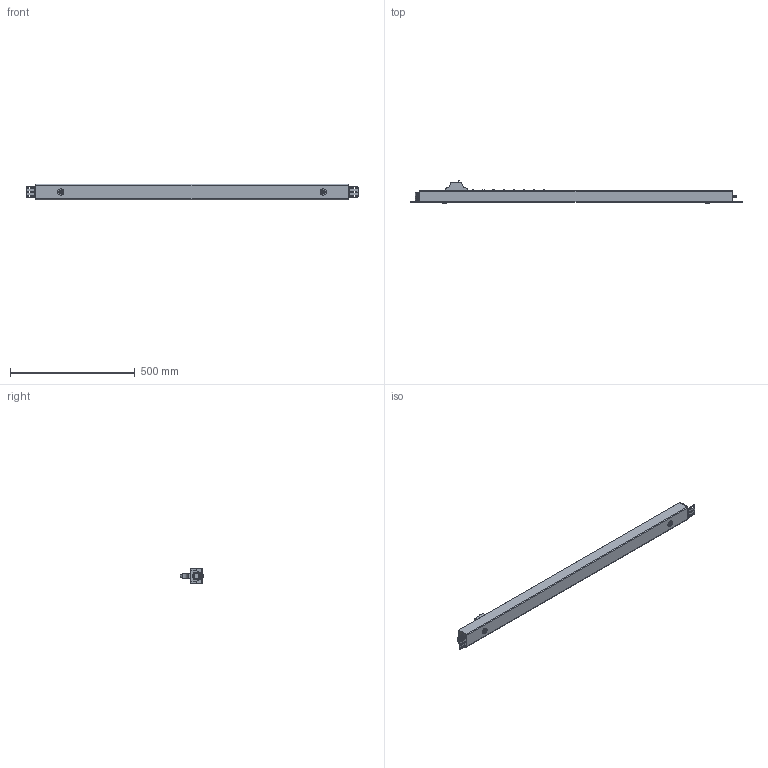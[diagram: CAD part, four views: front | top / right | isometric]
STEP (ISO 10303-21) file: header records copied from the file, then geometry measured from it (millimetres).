
FILE_DESCRIPTION((''),'2;1');
FILE_NAME('24-BS-PV60-16D-08C19-12_ASM','2023-01-29T',('ROG TT'),(''),'PRO/ENGINEER BY PARAMETRIC TECHNOLOGY CORPORATION, 2001280','PRO/ENGINEER BY PARAMETRIC TECHNOLOGY CORPORATION, 2001280','');
FILE_SCHEMA(('CONFIG_CONTROL_DESIGN'));
Length unit declared in the file: millimetre
Products named in the file (7): 24-BS-PV60-16D-08C19-12; PG25_GUAER; M6_LUOMAO; PG25_SUOTOU1; GUOER_HULU; GER_E; 24-BS-PV60-16D-08C19-12_ASM
Assembly tree (24 placements, depth 2):
  24-BS-PV60-16D-08C19-12_ASM
    24-BS-PV60-16D-08C19-12
    PG25_GUAER  x2
    M6_LUOMAO  x2
    PG25_SUOTOU1
    GUOER_HULU  x2
    GER_E  x16
Bounding box: 1331 x 94.4 x 62.5 mm (x, y, z)
Volume: 3191432.2 mm3; surface area: 415572.2 mm2
Topology: 24 solids, 24 shells, 2166 faces, 5549 edges, 3557 vertices
Faces by surface type: plane 1177, cylinder 604, bspline 211, cone 106, torus 68
Entity records: 47123 total; most frequent: CARTESIAN_POINT 12799, ORIENTED_EDGE 7218, DIRECTION 6888, EDGE_CURVE 3609, VECTOR 2452, LINE 2452, VERTEX_POINT 2389, AXIS2_PLACEMENT_3D 2218
